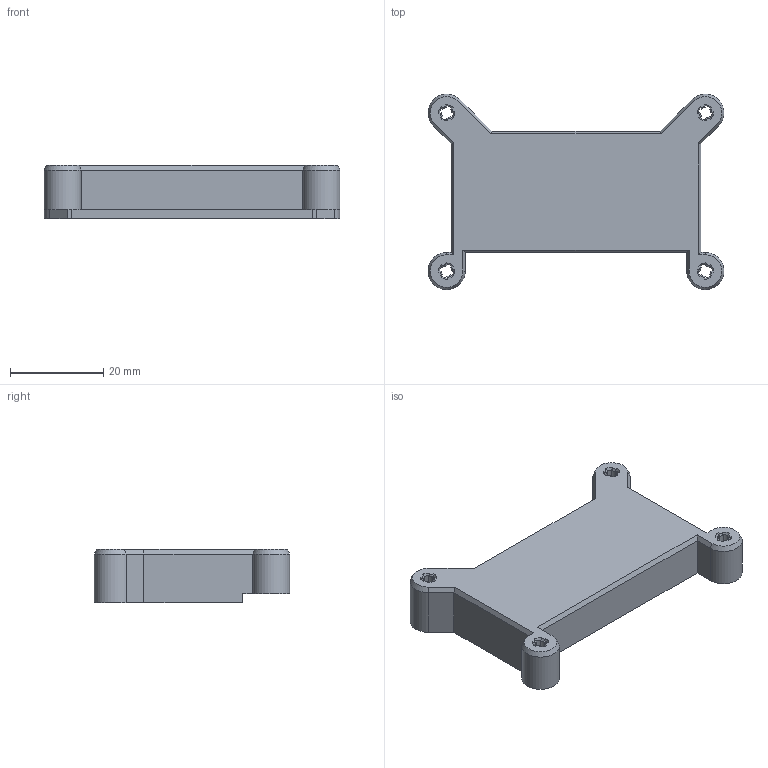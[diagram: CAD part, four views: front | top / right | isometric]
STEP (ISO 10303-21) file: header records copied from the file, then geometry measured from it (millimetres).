
FILE_DESCRIPTION(/* description */ (''),/* implementation_level */ '2;1');
FILE_NAME(/* name */ 'Helper_Fila_Sensor_SMD_Case_Part1.step',/* time_stamp */ '2025-12-20T02:12:02+08:00',/* author */ (''),/* organization */ (''),/* preprocessor_version */ 'ST-DEVELOPER v20.1',/* originating_system */ 'Autodesk Translation Framework v14.21.0.0',/* authorisation */ '');
FILE_SCHEMA (('AUTOMOTIVE_DESIGN { 1 0 10303 214 3 1 1 }'));
Length unit declared in the file: millimetre
Products named in the file (1): (Unsaved)
Bounding box: 63.57 x 41.99 x 11.55 mm (x, y, z)
Volume: 7154.1 mm3; surface area: 7465.4 mm2
Topology: 1 solids, 1 shells, 176 faces, 441 edges, 268 vertices
Faces by surface type: plane 104, cone 36, cylinder 36
Entity records: 5262 total; most frequent: CARTESIAN_POINT 1071, ORIENTED_EDGE 882, DIRECTION 841, EDGE_CURVE 441, AXIS2_PLACEMENT_3D 285, LINE 271, VECTOR 271, VERTEX_POINT 268
